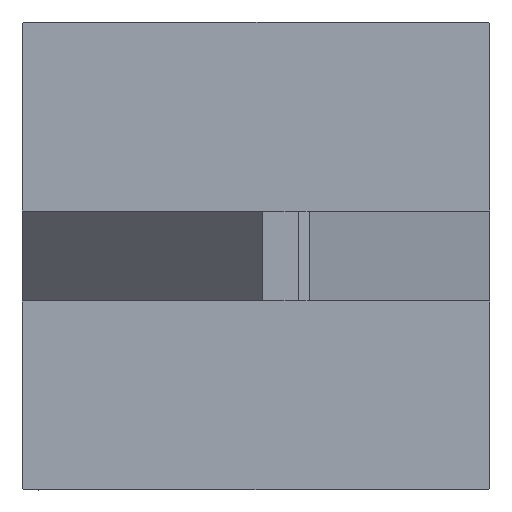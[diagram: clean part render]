
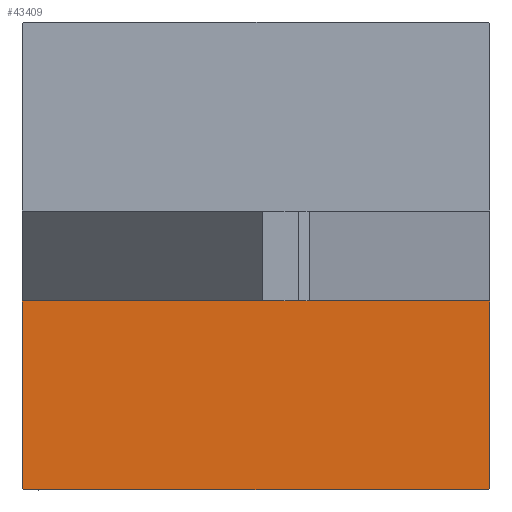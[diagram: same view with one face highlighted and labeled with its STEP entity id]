
A CAD part, left-side view. The second image highlights one B-rep face of the part: STEP entity #43409.
In plain terms, the highlighted planar face has unit normal (-1, 0, 0).
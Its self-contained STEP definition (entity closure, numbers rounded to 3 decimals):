
#1032 = CARTESIAN_POINT ( 'NONE',  ( 0., 65., -65. ) ) ;
#1265 = ORIENTED_EDGE ( 'NONE', *, *, #30548, .F. ) ;
#2758 = CARTESIAN_POINT ( 'NONE',  ( 0., -65., 64.5 ) ) ;
#3035 = LINE ( 'NONE', #24069, #5979 ) ;
#4214 = ORIENTED_EDGE ( 'NONE', *, *, #15946, .T. ) ;
#5728 = VERTEX_POINT ( 'NONE', #2758 ) ;
#5908 = ORIENTED_EDGE ( 'NONE', *, *, #37107, .F. ) ;
#5979 = VECTOR ( 'NONE', #34708, 1000. ) ;
#6296 = VECTOR ( 'NONE', #25401, 1000. ) ;
#7823 = VERTEX_POINT ( 'NONE', #45895 ) ;
#9118 = DIRECTION ( 'NONE',  ( 0., -1., 0. ) ) ;
#9785 = CARTESIAN_POINT ( 'NONE',  ( 0., -64.5, -65. ) ) ;
#9853 = CARTESIAN_POINT ( 'NONE',  ( 0., -64.75, 64.75 ) ) ;
#10314 = DIRECTION ( 'NONE',  ( 0., 0.707, 0.707 ) ) ;
#13105 = DIRECTION ( 'NONE',  ( 0., 0., -1. ) ) ;
#13810 = CARTESIAN_POINT ( 'NONE',  ( 0., -12.5, -65. ) ) ;
#14278 = EDGE_CURVE ( 'NONE', #38916, #37221, #33190, .T. ) ;
#15559 = PLANE ( 'NONE',  #45874 ) ;
#15946 = EDGE_CURVE ( 'NONE', #27232, #18490, #3035, .T. ) ;
#16152 = CARTESIAN_POINT ( 'NONE',  ( 0., -65., -64.5 ) ) ;
#16258 = CARTESIAN_POINT ( 'NONE',  ( 0., 0., 0. ) ) ;
#17201 = EDGE_CURVE ( 'NONE', #5728, #7823, #28270, .T. ) ;
#18077 = CARTESIAN_POINT ( 'NONE',  ( 0., -12.5, 65. ) ) ;
#18490 = VERTEX_POINT ( 'NONE', #16152 ) ;
#22050 = LINE ( 'NONE', #1032, #24791 ) ;
#24069 = CARTESIAN_POINT ( 'NONE',  ( 0., -64.75, -64.75 ) ) ;
#24791 = VECTOR ( 'NONE', #43988, 1000. ) ;
#25401 = DIRECTION ( 'NONE',  ( 0., 0., -1. ) ) ;
#27232 = VERTEX_POINT ( 'NONE', #9785 ) ;
#27742 = LINE ( 'NONE', #30824, #36706 ) ;
#28270 = LINE ( 'NONE', #9853, #43710 ) ;
#30548 = EDGE_CURVE ( 'NONE', #38916, #7823, #44533, .T. ) ;
#30664 = DIRECTION ( 'NONE',  ( -1., 0., 0. ) ) ;
#30824 = CARTESIAN_POINT ( 'NONE',  ( 0., -65., 65. ) ) ;
#33190 = LINE ( 'NONE', #18077, #6296 ) ;
#34079 = ORIENTED_EDGE ( 'NONE', *, *, #14278, .T. ) ;
#34708 = DIRECTION ( 'NONE',  ( 0., -0.707, 0.707 ) ) ;
#35451 = EDGE_LOOP ( 'NONE', ( #1265, #34079, #36757, #4214, #5908, #36621 ) ) ;
#36621 = ORIENTED_EDGE ( 'NONE', *, *, #17201, .T. ) ;
#36706 = VECTOR ( 'NONE', #13105, 1000. ) ;
#36757 = ORIENTED_EDGE ( 'NONE', *, *, #42788, .T. ) ;
#37107 = EDGE_CURVE ( 'NONE', #5728, #18490, #27742, .T. ) ;
#37221 = VERTEX_POINT ( 'NONE', #13810 ) ;
#38916 = VERTEX_POINT ( 'NONE', #43640 ) ;
#41055 = DIRECTION ( 'NONE',  ( 0., 0., 1. ) ) ;
#41459 = CARTESIAN_POINT ( 'NONE',  ( 0., 65., 65. ) ) ;
#42788 = EDGE_CURVE ( 'NONE', #37221, #27232, #22050, .T. ) ;
#43263 = VECTOR ( 'NONE', #9118, 1000. ) ;
#43409 = ADVANCED_FACE ( 'NONE', ( #44343 ), #15559, .T. ) ;
#43640 = CARTESIAN_POINT ( 'NONE',  ( 0., -12.5, 65. ) ) ;
#43710 = VECTOR ( 'NONE', #10314, 1000. ) ;
#43988 = DIRECTION ( 'NONE',  ( 0., -1., 0. ) ) ;
#44343 = FACE_OUTER_BOUND ( 'NONE', #35451, .T. ) ;
#44533 = LINE ( 'NONE', #41459, #43263 ) ;
#45874 = AXIS2_PLACEMENT_3D ( 'NONE', #16258, #30664, #41055 ) ;
#45895 = CARTESIAN_POINT ( 'NONE',  ( 0., -64.5, 65. ) ) ;
